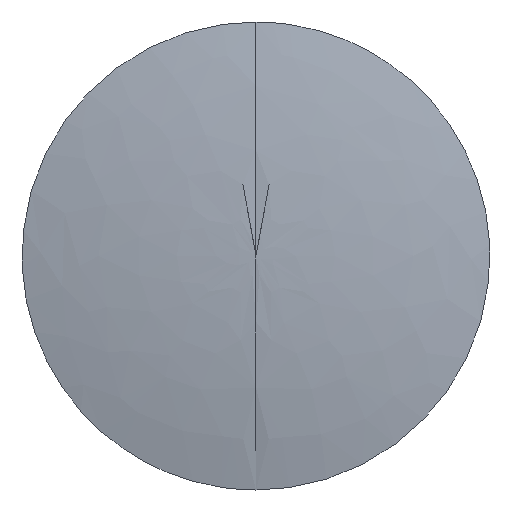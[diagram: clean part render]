
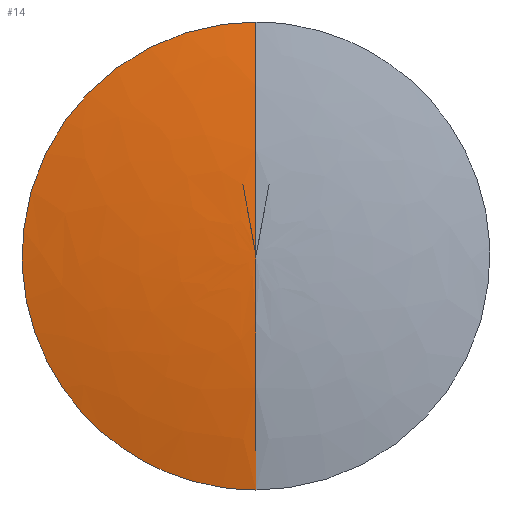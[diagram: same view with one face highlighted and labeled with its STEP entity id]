
A CAD part, top view. The second image highlights one B-rep face of the part: STEP entity #14.
In plain terms, the highlighted free-form (B-spline) face has degree [3, 3] with [4, 4] control points.
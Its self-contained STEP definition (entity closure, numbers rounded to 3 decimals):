
#14=ADVANCED_FACE($,(#17),#39,.T.);
#17=FACE_OUTER_BOUND($,#20,.T.);
#20=EDGE_LOOP($,(#23,#24,#25));
#23=ORIENTED_EDGE($,*,*,#31,.T.);
#24=ORIENTED_EDGE($,*,*,#32,.T.);
#25=ORIENTED_EDGE($,*,*,#33,.T.);
#31=EDGE_CURVE($,#35,#36,#41,.T.);
#32=EDGE_CURVE($,#36,#37,#42,.T.);
#33=EDGE_CURVE($,#37,#35,#43,.T.);
#35=VERTEX_POINT($,#190);
#36=VERTEX_POINT($,#191);
#37=VERTEX_POINT($,#192);
#39=(
BOUNDED_SURFACE()
B_SPLINE_SURFACE(3,3,((#157,#158,#159,#160),(#161,#162,#163,#164),(#165,
#166,#167,#168),(#169,#170,#171,#172)),.UNSPECIFIED.,.F.,.F.,.F.)
B_SPLINE_SURFACE_WITH_KNOTS((4,4),(4,4),(0.,105.447),(0.,282.404),
.UNSPECIFIED.)
GEOMETRIC_REPRESENTATION_ITEM()
RATIONAL_B_SPLINE_SURFACE(((1.,0.333,0.333,1.),(0.992,
0.331,0.331,0.992),(0.992,
0.331,0.331,0.992),(1.,0.333,
0.333,1.)))
REPRESENTATION_ITEM($)
SURFACE()
);
#41=(
BOUNDED_CURVE()
B_SPLINE_CURVE(3,(#141,#142,#143,#144),.UNSPECIFIED.,.F.,.F.)
B_SPLINE_CURVE_WITH_KNOTS((4,4),(0.,105.447),.UNSPECIFIED.)
CURVE()
GEOMETRIC_REPRESENTATION_ITEM()
RATIONAL_B_SPLINE_CURVE((1.,0.992,0.992,1.))
REPRESENTATION_ITEM($)
);
#42=(
BOUNDED_CURVE()
B_SPLINE_CURVE(3,(#145,#146,#147,#148),.UNSPECIFIED.,.F.,.F.)
B_SPLINE_CURVE_WITH_KNOTS((4,4),(0.,282.404),.UNSPECIFIED.)
CURVE()
GEOMETRIC_REPRESENTATION_ITEM()
RATIONAL_B_SPLINE_CURVE((1.,0.333,0.333,1.))
REPRESENTATION_ITEM($)
);
#43=(
BOUNDED_CURVE()
B_SPLINE_CURVE(3,(#149,#150,#151,#152),.UNSPECIFIED.,.F.,.F.)
B_SPLINE_CURVE_WITH_KNOTS((4,4),(-105.447,0.),.UNSPECIFIED.)
CURVE()
GEOMETRIC_REPRESENTATION_ITEM()
RATIONAL_B_SPLINE_CURVE((1.,0.992,0.992,1.))
REPRESENTATION_ITEM($)
);
#141=CARTESIAN_POINT($,(-52.298,26.973,91.475));
#142=CARTESIAN_POINT($,(-52.298,43.,91.475));
#143=CARTESIAN_POINT($,(-52.298,58.823,89.794));
#144=CARTESIAN_POINT($,(-52.298,74.041,86.475));
#145=CARTESIAN_POINT($,(-52.298,74.041,86.475));
#146=CARTESIAN_POINT($,(-146.432,74.041,86.475));
#147=CARTESIAN_POINT($,(-146.432,-20.094,86.475));
#148=CARTESIAN_POINT($,(-52.298,-20.094,86.475));
#149=CARTESIAN_POINT($,(-52.298,-20.094,86.475));
#150=CARTESIAN_POINT($,(-52.298,-4.877,89.794));
#151=CARTESIAN_POINT($,(-52.298,10.946,91.475));
#152=CARTESIAN_POINT($,(-52.298,26.973,91.475));
#157=CARTESIAN_POINT($,(-52.298,26.973,91.475));
#158=CARTESIAN_POINT($,(-52.298,26.973,91.475));
#159=CARTESIAN_POINT($,(-52.298,26.973,91.475));
#160=CARTESIAN_POINT($,(-52.298,26.973,91.475));
#161=CARTESIAN_POINT($,(-52.298,43.,91.475));
#162=CARTESIAN_POINT($,(-84.351,43.,91.475));
#163=CARTESIAN_POINT($,(-84.351,10.946,91.475));
#164=CARTESIAN_POINT($,(-52.298,10.946,91.475));
#165=CARTESIAN_POINT($,(-52.298,58.823,89.794));
#166=CARTESIAN_POINT($,(-115.998,58.823,89.794));
#167=CARTESIAN_POINT($,(-115.998,-4.877,89.794));
#168=CARTESIAN_POINT($,(-52.298,-4.877,89.794));
#169=CARTESIAN_POINT($,(-52.298,74.041,86.475));
#170=CARTESIAN_POINT($,(-146.432,74.041,86.475));
#171=CARTESIAN_POINT($,(-146.432,-20.094,86.475));
#172=CARTESIAN_POINT($,(-52.298,-20.094,86.475));
#190=CARTESIAN_POINT($,(-52.298,26.973,91.475));
#191=CARTESIAN_POINT($,(-52.298,74.041,86.475));
#192=CARTESIAN_POINT($,(-52.298,-20.094,86.475));
